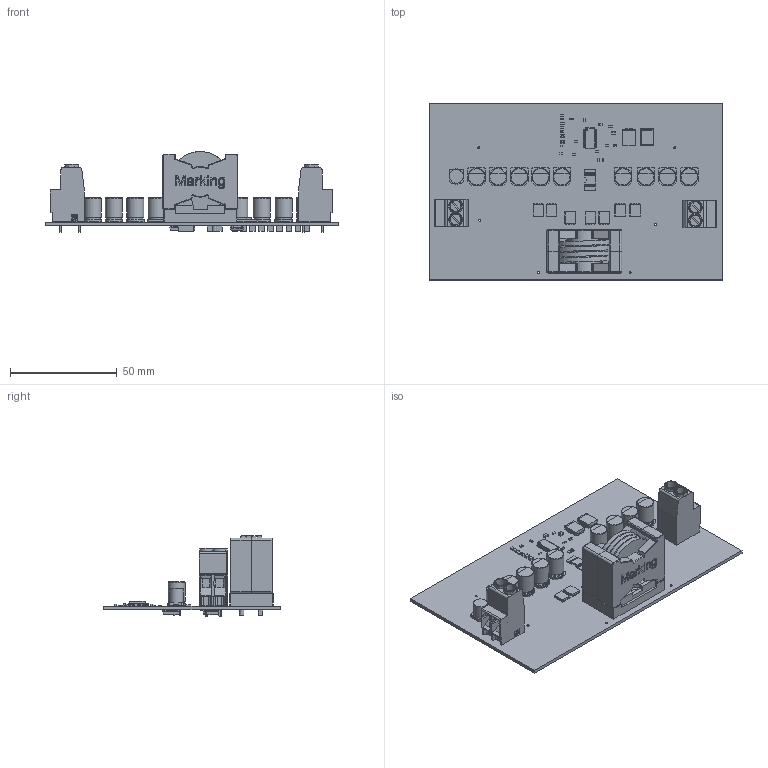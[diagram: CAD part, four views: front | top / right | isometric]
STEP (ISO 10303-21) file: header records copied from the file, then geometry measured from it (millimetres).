
FILE_DESCRIPTION(('KiCad electronic assembly'),'2;1');
FILE_NAME('DCDCv2.step','2025-01-28T16:28:45',('Pcbnew'),('Kicad'), 'Open CASCADE STEP processor 7.8','KiCad to STEP converter','Unknown' );
FILE_SCHEMA(('AUTOMOTIVE_DESIGN { 1 0 10303 214 1 1 1 1 }'));
Length unit declared in the file: millimetre
Products named in the file (30): DCDCv2 1; R_0603_1608Metric; CSD18533Q5A; DQJ8; 8 SIZE CODE E12; E12; 1777545; mkds_5n_hv-2-zb-6.35; C_0805_2012Metric; C_0402_1005Metric; C_0603_1608Metric; D_SMC; L_Wurth_WE-HCFT-3521; L_Wurth_WE-HCFT_3521; PCAP_6_3x7_7-ELECT_NCA; part; WSLP3921 (0.002); WSL3921 (0.002); PWP0028C; PWP0028C_ASM; C_1210_3225Metric; TO-252-2; CQ assembly; DCDCv2_PCB
Assembly tree (72 placements, depth 3):
  DCDCv2 1
    R_0603_1608Metric  x11
      R_0603_1608Metric
    CSD18533Q5A  x7
      DQJ8
    8 SIZE CODE E12  x9
      E12
    1777545  x2
      mkds_5n_hv-2-zb-6.35
    C_0805_2012Metric  x4
      C_0805_2012Metric
    C_0402_1005Metric
      C_0402_1005Metric
    C_0603_1608Metric  x5
      C_0603_1608Metric
    D_SMC  x4
      D_SMC
    L_Wurth_WE-HCFT-3521
      L_Wurth_WE-HCFT_3521
    PCAP_6_3x7_7-ELECT_NCA
      part
    WSLP3921 (0.002)
      WSL3921 (0.002)
    PWP0028C
      PWP0028C_ASM
    C_1210_3225Metric  x9
      C_1210_3225Metric
    TO-252-2
      CQ assembly
    DCDCv2_PCB
Bounding box: 137.75 x 82.6 x 37.93 mm (x, y, z)
Volume: 43698 mm3; surface area: 49847.4 mm2
Topology: 134 solids, 188 shells, 4587 faces, 12255 edges, 8062 vertices
Faces by surface type: plane 3366, cylinder 1028, cone 64, torus 63, bspline 58, sphere 8
Full cylindrical faces by diameter (mm): 1 x7, 1.295 x4, 2 x3, 2.2 x2, 2.5 x2, 6.462 x1, 7.95 x9, 8 x9, 14.4 x2
Entity records: 59762 total; most frequent: CARTESIAN_POINT 11705, ORIENTED_EDGE 9155, DIRECTION 9086, EDGE_CURVE 4606, LINE 3514, VECTOR 3514, VERTEX_POINT 3012, AXIS2_PLACEMENT_3D 2786
